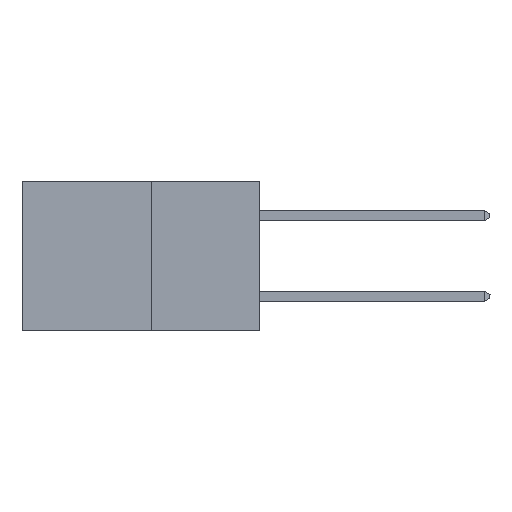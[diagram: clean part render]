
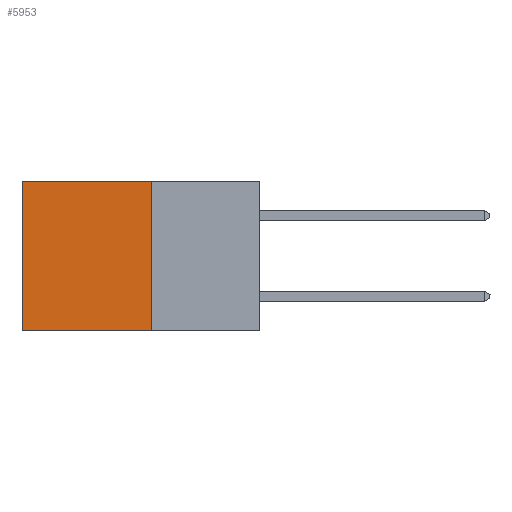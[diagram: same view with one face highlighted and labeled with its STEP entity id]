
A CAD part, left-side view. The second image highlights one B-rep face of the part: STEP entity #5953.
In plain terms, the highlighted planar face has unit normal (-1, 0, 0).
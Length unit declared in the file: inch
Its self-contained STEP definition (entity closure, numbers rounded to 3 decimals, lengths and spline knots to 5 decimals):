
#506 = LINE ( 'NONE', #5634, #9045 ) ;
#1385 = DIRECTION ( 'NONE',  ( 1., 0., 0. ) ) ;
#1499 = CARTESIAN_POINT ( 'NONE',  ( 0.277, 0.27, -0.37 ) ) ;
#1505 = EDGE_CURVE ( 'NONE', #3645, #8103, #3724, .T. ) ;
#1536 = EDGE_LOOP ( 'NONE', ( #2107, #8035, #5092, #3726 ) ) ;
#1764 = VECTOR ( 'NONE', #3347, 39.37008 ) ;
#1962 = CARTESIAN_POINT ( 'NONE',  ( 0.277, 0.27, -0.37 ) ) ;
#2107 = ORIENTED_EDGE ( 'NONE', *, *, #6000, .T. ) ;
#2908 = DIRECTION ( 'NONE',  ( 0., 0., -1. ) ) ;
#3083 = EDGE_CURVE ( 'NONE', #5766, #3645, #6080, .T. ) ;
#3347 = DIRECTION ( 'NONE',  ( 0., 0., -1. ) ) ;
#3483 = VECTOR ( 'NONE', #3965, 39.37008 ) ;
#3645 = VERTEX_POINT ( 'NONE', #8686 ) ;
#3724 = LINE ( 'NONE', #1499, #3483 ) ;
#3726 = ORIENTED_EDGE ( 'NONE', *, *, #9093, .T. ) ;
#3965 = DIRECTION ( 'NONE',  ( 0., 1., 0. ) ) ;
#4097 = LINE ( 'NONE', #9103, #1764 ) ;
#4198 = DIRECTION ( 'NONE',  ( 0., 0., -1. ) ) ;
#4757 = CARTESIAN_POINT ( 'NONE',  ( 0.277, 0.27, 0. ) ) ;
#5092 = ORIENTED_EDGE ( 'NONE', *, *, #3083, .F. ) ;
#5228 = CARTESIAN_POINT ( 'NONE',  ( 0.277, 0.27, -0.37 ) ) ;
#5241 = PLANE ( 'NONE',  #8527 ) ;
#5634 = CARTESIAN_POINT ( 'NONE',  ( 0.277, 0.27, 0. ) ) ;
#5766 = VERTEX_POINT ( 'NONE', #4757 ) ;
#5953 = ADVANCED_FACE ( 'NONE', ( #8364 ), #5241, .F. ) ;
#6000 = EDGE_CURVE ( 'NONE', #8731, #8103, #4097, .T. ) ;
#6080 = LINE ( 'NONE', #1962, #9956 ) ;
#7240 = DIRECTION ( 'NONE',  ( 0., 1., 0. ) ) ;
#8035 = ORIENTED_EDGE ( 'NONE', *, *, #1505, .F. ) ;
#8103 = VERTEX_POINT ( 'NONE', #9074 ) ;
#8364 = FACE_OUTER_BOUND ( 'NONE', #1536, .T. ) ;
#8527 = AXIS2_PLACEMENT_3D ( 'NONE', #5228, #1385, #2908 ) ;
#8535 = CARTESIAN_POINT ( 'NONE',  ( 0.277, 0.59, 0. ) ) ;
#8686 = CARTESIAN_POINT ( 'NONE',  ( 0.277, 0.27, -0.37 ) ) ;
#8731 = VERTEX_POINT ( 'NONE', #8535 ) ;
#9045 = VECTOR ( 'NONE', #7240, 39.37008 ) ;
#9074 = CARTESIAN_POINT ( 'NONE',  ( 0.277, 0.59, -0.37 ) ) ;
#9093 = EDGE_CURVE ( 'NONE', #5766, #8731, #506, .T. ) ;
#9103 = CARTESIAN_POINT ( 'NONE',  ( 0.277, 0.59, -0.37 ) ) ;
#9956 = VECTOR ( 'NONE', #4198, 39.37008 ) ;
